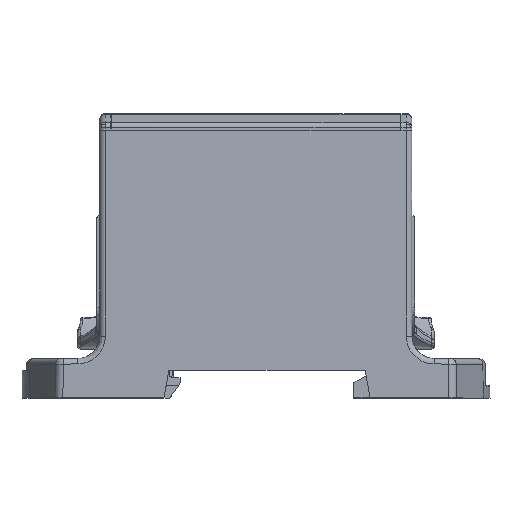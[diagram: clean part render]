
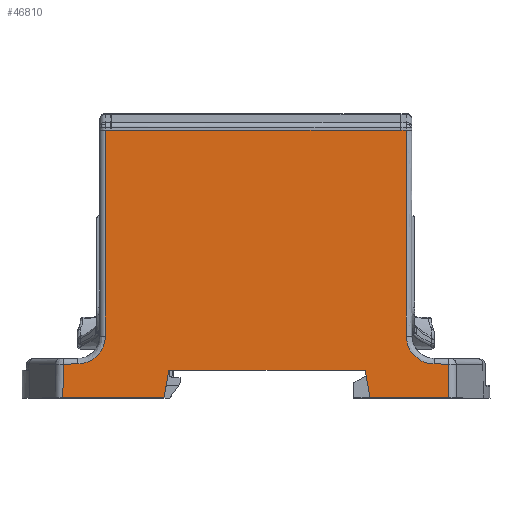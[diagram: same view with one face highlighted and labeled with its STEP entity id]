
A CAD part, top view. The second image highlights one B-rep face of the part: STEP entity #46810.
In plain terms, the highlighted planar face has unit normal (0, 0.009, 1).
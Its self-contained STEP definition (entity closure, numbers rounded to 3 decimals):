
#6690=CARTESIAN_POINT('',(-15.6,5.,20.875));
#6700=VERTEX_POINT('',#6690);
#6730=CARTESIAN_POINT('',(19.6,5.,20.875));
#6740=DIRECTION('',(-1.,0.,0.));
#6750=VECTOR('',#6740,1.);
#6760=LINE('',#6730,#6750);
#6770=CARTESIAN_POINT('',(19.6,5.,20.875));
#6780=VERTEX_POINT('',#6770);
#6790=EDGE_CURVE('',#6780,#6700,#6760,.T.);
#13160=CARTESIAN_POINT('',(34.526,6.074,
20.866));
#13170=VERTEX_POINT('',#13160);
#13220=CARTESIAN_POINT('',(0.,6.375,20.863));
#13230=DIRECTION('',(1.,-0.009,
0.));
#13240=VECTOR('',#13230,1.);
#13250=LINE('',#13220,#13240);
#13260=CARTESIAN_POINT('',(31.956,6.096,
20.866));
#13270=VERTEX_POINT('',#13260);
#13280=EDGE_CURVE('',#13270,#13170,#13250,.T.);
#40310=CARTESIAN_POINT('',(19.6,5.,20.875));
#40320=DIRECTION('',(0.174,-0.985,
0.009));
#40330=VECTOR('',#40320,1.);
#40340=LINE('',#40310,#40330);
#40350=CARTESIAN_POINT('',(19.776,4.,
20.884));
#40360=VERTEX_POINT('',#40350);
#40370=EDGE_CURVE('',#6780,#40360,#40340,.T.);
#41420=CARTESIAN_POINT('',(19.776,4.,
20.884));
#41430=DIRECTION('',(0.174,-0.985,
0.009));
#41440=VECTOR('',#41430,1.);
#41450=LINE('',#41420,#41440);
#41460=CARTESIAN_POINT('',(20.482,0.,
20.919));
#41470=VERTEX_POINT('',#41460);
#41480=EDGE_CURVE('',#40360,#41470,#41450,.T.);
#42610=CARTESIAN_POINT('',(20.482,0.,
20.919));
#42620=DIRECTION('',(1.,0.,0.));
#42630=VECTOR('',#42620,1.);
#42640=LINE('',#42610,#42630);
#42650=CARTESIAN_POINT('',(34.619,0.,20.919));
#42660=VERTEX_POINT('',#42650);
#42670=EDGE_CURVE('',#41470,#42660,#42640,.T.);
#45360=CARTESIAN_POINT('',(-17.716,20.964,
20.736));
#45370=DIRECTION('',(-0.,0.009,1.));
#45380=DIRECTION('',(1.,0.,0.));
#45390=AXIS2_PLACEMENT_3D('',#45360,#45370,#45380);
#45400=PLANE('',#45390);
#45410=CARTESIAN_POINT('',(-26.,48.,20.5));
#45420=DIRECTION('',(-1.,0.,0.));
#45430=VECTOR('',#45420,1.);
#45440=LINE('',#45410,#45430);
#45450=CARTESIAN_POINT('',(-26.,48.,20.5));
#45460=VERTEX_POINT('',#45450);
#45470=CARTESIAN_POINT('',(-27.,48.,20.5));
#45480=VERTEX_POINT('',#45470);
#45490=EDGE_CURVE('',#45460,#45480,#45440,.T.);
#45500=ORIENTED_EDGE('',*,*,#45490,.T.);
#45510=CARTESIAN_POINT('',(26.,48.,20.5));
#45520=DIRECTION('',(-1.,0.,0.));
#45530=VECTOR('',#45520,1.);
#45540=LINE('',#45510,#45530);
#45550=CARTESIAN_POINT('',(-25.9,48.,20.5));
#45560=VERTEX_POINT('',#45550);
#45570=EDGE_CURVE('',#45560,#45460,#45540,.T.);
#45580=ORIENTED_EDGE('',*,*,#45570,.T.);
#45590=CARTESIAN_POINT('',(0.,48.,20.5));
#45600=DIRECTION('',(-1.,0.,-0.));
#45610=VECTOR('',#45600,1.);
#45620=LINE('',#45590,#45610);
#45630=CARTESIAN_POINT('',(25.9,48.,20.5));
#45640=VERTEX_POINT('',#45630);
#45650=EDGE_CURVE('',#45640,#45560,#45620,.T.);
#45660=ORIENTED_EDGE('',*,*,#45650,.T.);
#45670=CARTESIAN_POINT('',(26.,48.,20.5));
#45680=VERTEX_POINT('',#45670);
#45690=EDGE_CURVE('',#45680,#45640,#45540,.T.);
#45700=ORIENTED_EDGE('',*,*,#45690,.T.);
#45710=CARTESIAN_POINT('',(27.,48.,20.5));
#45720=DIRECTION('',(-1.,0.,0.));
#45730=VECTOR('',#45720,1.);
#45740=LINE('',#45710,#45730);
#45750=CARTESIAN_POINT('',(27.,48.,20.5));
#45760=VERTEX_POINT('',#45750);
#45770=EDGE_CURVE('',#45760,#45680,#45740,.T.);
#45780=ORIENTED_EDGE('',*,*,#45770,.T.);
#45790=CARTESIAN_POINT('',(27.,48.,20.5));
#45800=CARTESIAN_POINT('',(27.,47.953,20.5));
#45810=CARTESIAN_POINT('',(27.,47.9,20.501));
#45820=CARTESIAN_POINT('',(27.,41.755,20.554));
#45830=CARTESIAN_POINT('',(27.,35.652,20.608));
#45840=CARTESIAN_POINT('',(27.,23.445,20.714));
#45850=CARTESIAN_POINT('',(27.,17.341,20.768));
#45860=CARTESIAN_POINT('',(27.,11.19,20.821));
#45870=CARTESIAN_POINT('',(27.,11.143,
20.822));
#45880=CARTESIAN_POINT('',(27.,11.096,
20.822));
#45890=B_SPLINE_CURVE_WITH_KNOTS('',3,(#45790,#45800,#45810,#45820,
#45830,#45840,#45850,#45860,#45870,#45880),.UNSPECIFIED.,.F.,.F.,(4,2,2,
2,4),(0.,0.126,18.437,36.748,
36.89),.UNSPECIFIED.);
#45900=CARTESIAN_POINT('',(27.,11.096,
20.822));
#45910=VERTEX_POINT('',#45900);
#45920=EDGE_CURVE('',#45760,#45910,#45890,.T.);
#45930=ORIENTED_EDGE('',*,*,#45920,.F.);
#45940=CARTESIAN_POINT('',(27.,11.096,
20.822));
#45950=CARTESIAN_POINT('',(27.,11.044,
20.823));
#45960=CARTESIAN_POINT('',(27.001,10.991,
20.823));
#45970=CARTESIAN_POINT('',(27.016,10.514,
20.827));
#45980=CARTESIAN_POINT('',(27.083,10.09,
20.831));
#45990=CARTESIAN_POINT('',(27.44,8.884,
20.841));
#46000=CARTESIAN_POINT('',(27.869,8.16,
20.848));
#46010=CARTESIAN_POINT('',(29.038,6.984,
20.858));
#46020=CARTESIAN_POINT('',(29.759,6.55,
20.862));
#46030=CARTESIAN_POINT('',(30.96,6.187,
20.865));
#46040=CARTESIAN_POINT('',(31.379,6.117,
20.866));
#46050=CARTESIAN_POINT('',(31.852,6.098,
20.866));
#46060=CARTESIAN_POINT('',(31.904,6.097,
20.866));
#46070=CARTESIAN_POINT('',(31.956,6.096,
20.866));
#46080=B_SPLINE_CURVE_WITH_KNOTS('',3,(#45940,#45950,#45960,#45970,
#45980,#45990,#46000,#46010,#46020,#46030,#46040,#46050,#46060,#46070),
.UNSPECIFIED.,.F.,.F.,(4,2,2,2,2,2,4),(0.,0.142,
1.293,3.521,5.748,6.889,
7.03),.UNSPECIFIED.);
#46090=EDGE_CURVE('',#45910,#13270,#46080,.T.);
#46100=ORIENTED_EDGE('',*,*,#46090,.F.);
#46110=ORIENTED_EDGE('',*,*,#13280,.F.);
#46120=CARTESIAN_POINT('',(34.619,0.,
20.919));
#46130=DIRECTION('',(-0.015,1.,
-0.009));
#46140=VECTOR('',#46130,1.);
#46150=LINE('',#46120,#46140);
#46160=EDGE_CURVE('',#42660,#13170,#46150,.T.);
#46170=ORIENTED_EDGE('',*,*,#46160,.T.);
#46180=ORIENTED_EDGE('',*,*,#42670,.T.);
#46190=ORIENTED_EDGE('',*,*,#41480,.T.);
#46200=ORIENTED_EDGE('',*,*,#40370,.T.);
#46210=ORIENTED_EDGE('',*,*,#6790,.F.);
#46220=CARTESIAN_POINT('',(-15.6,5.,20.875));
#46230=DIRECTION('',(-0.174,-0.985,
0.009));
#46240=VECTOR('',#46230,1.);
#46250=LINE('',#46220,#46240);
#46260=CARTESIAN_POINT('',(-16.482,0.,20.919));
#46270=VERTEX_POINT('',#46260);
#46280=EDGE_CURVE('',#6700,#46270,#46250,.T.);
#46290=ORIENTED_EDGE('',*,*,#46280,.F.);
#46300=CARTESIAN_POINT('',(-34.619,0.,
20.919));
#46310=DIRECTION('',(1.,0.,0.));
#46320=VECTOR('',#46310,1.);
#46330=LINE('',#46300,#46320);
#46340=CARTESIAN_POINT('',(-34.619,0.,20.919));
#46350=VERTEX_POINT('',#46340);
#46360=EDGE_CURVE('',#46350,#46270,#46330,.T.);
#46370=ORIENTED_EDGE('',*,*,#46360,.T.);
#46380=CARTESIAN_POINT('',(-34.526,6.074,
20.866));
#46390=DIRECTION('',(-0.015,-1.,
0.009));
#46400=VECTOR('',#46390,1.);
#46410=LINE('',#46380,#46400);
#46420=CARTESIAN_POINT('',(-34.526,6.074,
20.866));
#46430=VERTEX_POINT('',#46420);
#46440=EDGE_CURVE('',#46430,#46350,#46410,.T.);
#46450=ORIENTED_EDGE('',*,*,#46440,.T.);
#46460=CARTESIAN_POINT('',(0.,6.375,20.863));
#46470=DIRECTION('',(1.,0.009,
0.));
#46480=VECTOR('',#46470,1.);
#46490=LINE('',#46460,#46480);
#46500=CARTESIAN_POINT('',(-31.956,6.096,
20.866));
#46510=VERTEX_POINT('',#46500);
#46520=EDGE_CURVE('',#46430,#46510,#46490,.T.);
#46530=ORIENTED_EDGE('',*,*,#46520,.F.);
#46540=CARTESIAN_POINT('',(-31.956,6.096,
20.866));
#46550=CARTESIAN_POINT('',(-31.904,6.097,
20.866));
#46560=CARTESIAN_POINT('',(-31.852,6.098,
20.866));
#46570=CARTESIAN_POINT('',(-31.379,6.117,
20.866));
#46580=CARTESIAN_POINT('',(-30.96,6.187,
20.865));
#46590=CARTESIAN_POINT('',(-29.759,6.55,
20.862));
#46600=CARTESIAN_POINT('',(-29.038,6.984,
20.858));
#46610=CARTESIAN_POINT('',(-27.869,8.16,
20.848));
#46620=CARTESIAN_POINT('',(-27.44,8.884,
20.841));
#46630=CARTESIAN_POINT('',(-27.083,10.09,
20.831));
#46640=CARTESIAN_POINT('',(-27.016,10.514,
20.827));
#46650=CARTESIAN_POINT('',(-27.001,10.991,
20.823));
#46660=CARTESIAN_POINT('',(-27.,11.044,
20.823));
#46670=CARTESIAN_POINT('',(-27.,11.096,20.822));
#46680=B_SPLINE_CURVE_WITH_KNOTS('',3,(#46540,#46550,#46560,#46570,
#46580,#46590,#46600,#46610,#46620,#46630,#46640,#46650,#46660,#46670),
.UNSPECIFIED.,.F.,.F.,(4,2,2,2,2,2,4),(0.,0.141,
1.282,3.51,5.737,6.889,
7.03),.UNSPECIFIED.);
#46690=CARTESIAN_POINT('',(-27.,11.096,20.822));
#46700=VERTEX_POINT('',#46690);
#46710=EDGE_CURVE('',#46510,#46700,#46680,.T.);
#46720=ORIENTED_EDGE('',*,*,#46710,.F.);
#46730=CARTESIAN_POINT('',(-27.,0.009,20.919));
#46740=DIRECTION('',(0.,-1.,0.009));
#46750=VECTOR('',#46740,1.);
#46760=LINE('',#46730,#46750);
#46770=EDGE_CURVE('',#45480,#46700,#46760,.T.);
#46780=ORIENTED_EDGE('',*,*,#46770,.T.);
#46790=EDGE_LOOP('',(#46780,#46720,#46530,#46450,#46370,#46290,#46210,
#46200,#46190,#46180,#46170,#46110,#46100,#45930,#45780,#45700,#45660,
#45580,#45500));
#46800=FACE_OUTER_BOUND('',#46790,.T.);
#46810=ADVANCED_FACE('',(#46800),#45400,.T.);
